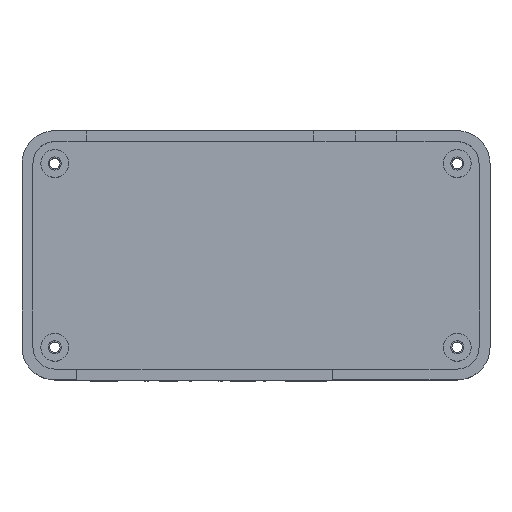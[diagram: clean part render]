
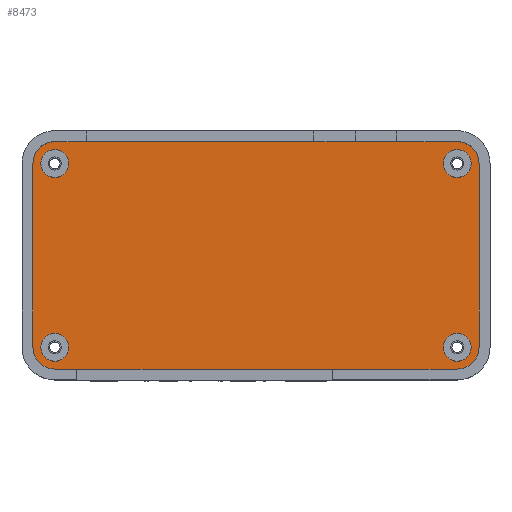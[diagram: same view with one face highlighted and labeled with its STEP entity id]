
A CAD part, top view. The second image highlights one B-rep face of the part: STEP entity #8473.
In plain terms, the highlighted planar face has unit normal (0, 0, 1).
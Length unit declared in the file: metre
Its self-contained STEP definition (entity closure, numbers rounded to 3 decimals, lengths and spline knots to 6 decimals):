
#223=CIRCLE('',#8982,0.005);
#224=CIRCLE('',#8985,0.005);
#225=CIRCLE('',#8987,0.005);
#226=CIRCLE('',#8990,0.005);
#227=CIRCLE('',#8992,0.0032);
#228=CIRCLE('',#8993,0.0032);
#229=CIRCLE('',#8994,0.0032);
#230=CIRCLE('',#8995,0.0032);
#510=LINE('',#12049,#1436);
#531=LINE('',#12096,#1457);
#549=LINE('',#12174,#1475);
#552=LINE('',#12184,#1478);
#1436=VECTOR('',#9601,1.);
#1457=VECTOR('',#9630,1.);
#1475=VECTOR('',#9720,1.);
#1478=VECTOR('',#9733,1.);
#2602=ORIENTED_EDGE('',*,*,#5092,.F.);
#2603=ORIENTED_EDGE('',*,*,#5093,.F.);
#2604=ORIENTED_EDGE('',*,*,#5094,.F.);
#2605=ORIENTED_EDGE('',*,*,#5095,.F.);
#2606=ORIENTED_EDGE('',*,*,#5084,.F.);
#2607=ORIENTED_EDGE('',*,*,#5082,.T.);
#2608=ORIENTED_EDGE('',*,*,#5022,.T.);
#2609=ORIENTED_EDGE('',*,*,#5091,.T.);
#2610=ORIENTED_EDGE('',*,*,#5089,.T.);
#2611=ORIENTED_EDGE('',*,*,#5087,.T.);
#2612=ORIENTED_EDGE('',*,*,#5045,.F.);
#2613=ORIENTED_EDGE('',*,*,#5086,.T.);
#5022=EDGE_CURVE('',#6289,#6288,#510,.T.);
#5045=EDGE_CURVE('',#6310,#6311,#531,.T.);
#5082=EDGE_CURVE('',#6334,#6289,#223,.T.);
#5084=EDGE_CURVE('',#6334,#6335,#549,.T.);
#5086=EDGE_CURVE('',#6310,#6335,#224,.T.);
#5087=EDGE_CURVE('',#6336,#6311,#225,.T.);
#5089=EDGE_CURVE('',#6337,#6336,#552,.T.);
#5091=EDGE_CURVE('',#6288,#6337,#226,.T.);
#5092=EDGE_CURVE('',#6338,#6338,#227,.T.);
#5093=EDGE_CURVE('',#6339,#6339,#228,.T.);
#5094=EDGE_CURVE('',#6340,#6340,#229,.T.);
#5095=EDGE_CURVE('',#6341,#6341,#230,.T.);
#6288=VERTEX_POINT('',#12048);
#6289=VERTEX_POINT('',#12050);
#6310=VERTEX_POINT('',#12095);
#6311=VERTEX_POINT('',#12097);
#6334=VERTEX_POINT('',#12171);
#6335=VERTEX_POINT('',#12175);
#6336=VERTEX_POINT('',#12181);
#6337=VERTEX_POINT('',#12185);
#6338=VERTEX_POINT('',#12191);
#6339=VERTEX_POINT('',#12193);
#6340=VERTEX_POINT('',#12195);
#6341=VERTEX_POINT('',#12197);
#7109=EDGE_LOOP('',(#2602));
#7110=EDGE_LOOP('',(#2603));
#7111=EDGE_LOOP('',(#2604));
#7112=EDGE_LOOP('',(#2605));
#7113=EDGE_LOOP('',(#2606,#2607,#2608,#2609,#2610,#2611,#2612,#2613));
#7657=FACE_BOUND('',#7109,.T.);
#7658=FACE_BOUND('',#7110,.T.);
#7659=FACE_BOUND('',#7111,.T.);
#7660=FACE_BOUND('',#7112,.T.);
#7661=FACE_BOUND('',#7113,.T.);
#8167=PLANE('',#8991);
#8473=ADVANCED_FACE('',(#7657,#7658,#7659,#7660,#7661),#8167,.T.);
#8982=AXIS2_PLACEMENT_3D('',#12170,#9715,#9716);
#8985=AXIS2_PLACEMENT_3D('',#12178,#9724,#9725);
#8987=AXIS2_PLACEMENT_3D('',#12180,#9728,#9729);
#8990=AXIS2_PLACEMENT_3D('',#12188,#9737,#9738);
#8991=AXIS2_PLACEMENT_3D('',#12189,#9739,#9740);
#8992=AXIS2_PLACEMENT_3D('',#12190,#9741,#9742);
#8993=AXIS2_PLACEMENT_3D('',#12192,#9743,#9744);
#8994=AXIS2_PLACEMENT_3D('',#12194,#9745,#9746);
#8995=AXIS2_PLACEMENT_3D('',#12196,#9747,#9748);
#9601=DIRECTION('',(1.,0.,0.));
#9630=DIRECTION('',(1.,0.,0.));
#9715=DIRECTION('',(0.,0.,1.));
#9716=DIRECTION('',(1.,0.,0.));
#9720=DIRECTION('',(0.,1.,0.));
#9724=DIRECTION('',(0.,0.,1.));
#9725=DIRECTION('',(1.,0.,0.));
#9728=DIRECTION('',(0.,0.,1.));
#9729=DIRECTION('',(1.,0.,0.));
#9733=DIRECTION('',(0.,1.,0.));
#9737=DIRECTION('',(0.,0.,1.));
#9738=DIRECTION('',(1.,0.,0.));
#9739=DIRECTION('',(0.,0.,1.));
#9740=DIRECTION('',(1.,0.,0.));
#9741=DIRECTION('',(0.,0.,1.));
#9742=DIRECTION('',(1.,0.,0.));
#9743=DIRECTION('',(0.,0.,1.));
#9744=DIRECTION('',(1.,0.,0.));
#9745=DIRECTION('',(0.,0.,1.));
#9746=DIRECTION('',(1.,0.,0.));
#9747=DIRECTION('',(0.,0.,1.));
#9748=DIRECTION('',(1.,0.,0.));
#12048=CARTESIAN_POINT('',(0.096,-0.001,0.));
#12049=CARTESIAN_POINT('',(0.05,-0.001,0.));
#12050=CARTESIAN_POINT('',(0.004,-0.001,0.));
#12095=CARTESIAN_POINT('',(0.004,0.051,0.));
#12096=CARTESIAN_POINT('',(0.05,0.051,0.));
#12097=CARTESIAN_POINT('',(0.096,0.051,0.));
#12170=CARTESIAN_POINT('',(0.004,0.004,0.));
#12171=CARTESIAN_POINT('',(-0.001,0.004,0.));
#12174=CARTESIAN_POINT('',(-0.001,0.025,0.));
#12175=CARTESIAN_POINT('',(-0.001,0.046,0.));
#12178=CARTESIAN_POINT('',(0.004,0.046,0.));
#12180=CARTESIAN_POINT('',(0.096,0.046,0.));
#12181=CARTESIAN_POINT('',(0.101,0.046,0.));
#12184=CARTESIAN_POINT('',(0.101,0.025,0.));
#12185=CARTESIAN_POINT('',(0.101,0.004,0.));
#12188=CARTESIAN_POINT('',(0.096,0.004,0.));
#12189=CARTESIAN_POINT('',(0.05,0.025,0.));
#12190=CARTESIAN_POINT('',(0.096,0.046,0.));
#12191=CARTESIAN_POINT('',(0.0992,0.046,0.));
#12192=CARTESIAN_POINT('',(0.096,0.004,0.));
#12193=CARTESIAN_POINT('',(0.0992,0.004,0.));
#12194=CARTESIAN_POINT('',(0.004,0.046,0.));
#12195=CARTESIAN_POINT('',(0.0072,0.046,0.));
#12196=CARTESIAN_POINT('',(0.004,0.004,0.));
#12197=CARTESIAN_POINT('',(0.0072,0.004,0.));
